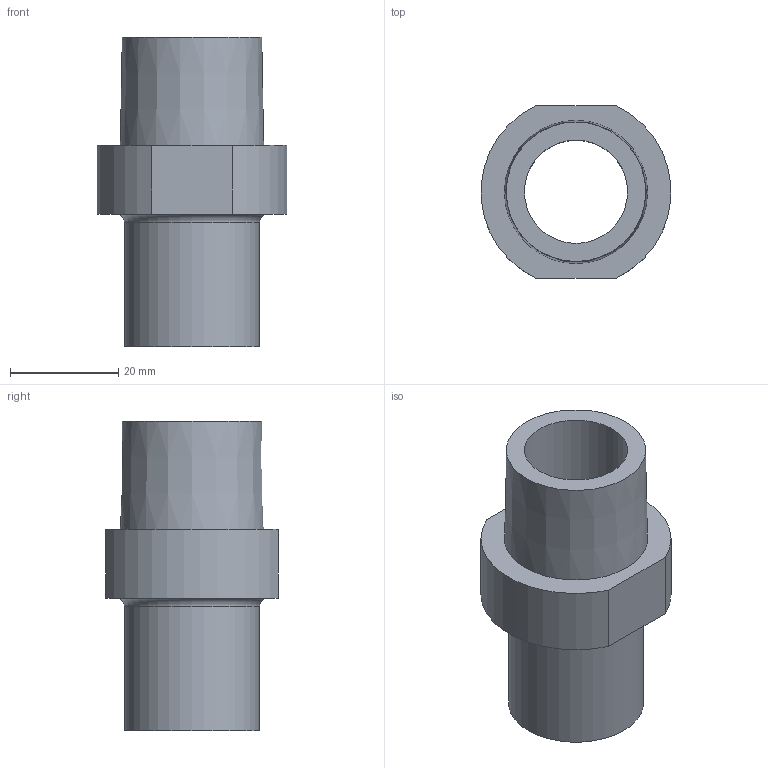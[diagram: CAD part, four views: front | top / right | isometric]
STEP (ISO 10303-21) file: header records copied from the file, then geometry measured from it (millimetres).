
FILE_DESCRIPTION (( 'STEP AP203' ), '1' );
FILE_NAME ('5528007.STEP', '2017-08-16T15:34:34', ( '' ), ( '' ), 'SwSTEP 2.0', 'SolidWorks 2017', '' );
FILE_SCHEMA (( 'CONFIG_CONTROL_DESIGN' ));
Length unit declared in the file: inch
Products named in the file (1): 5528007
Bounding box: 34.92 x 31.75 x 57.15 mm (x, y, z)
Volume: 16560.2 mm3; surface area: 9693.6 mm2
Topology: 1 solids, 1 shells, 14 faces, 29 edges, 19 vertices
Faces by surface type: plane 6, cylinder 5, cone 2, torus 1
Full cylindrical faces by diameter (mm): 19.05 x1, 21.082 x1, 24.892 x1
Entity records: 413 total; most frequent: DIRECTION 64, CARTESIAN_POINT 53, ORIENTED_EDGE 42, AXIS2_PLACEMENT_3D 28, EDGE_LOOP 24, EDGE_CURVE 21, FACE_OUTER_BOUND 18, VERTEX_POINT 17
